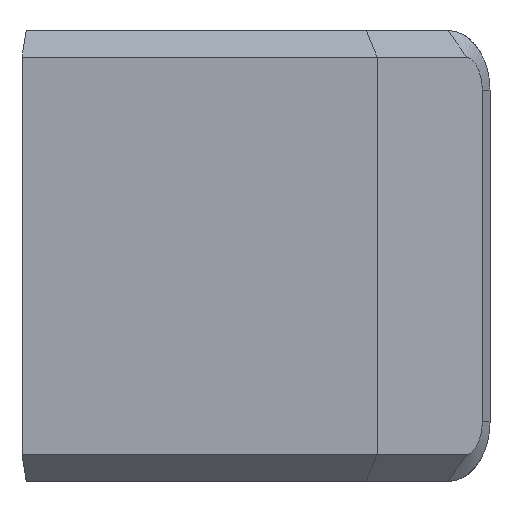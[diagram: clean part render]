
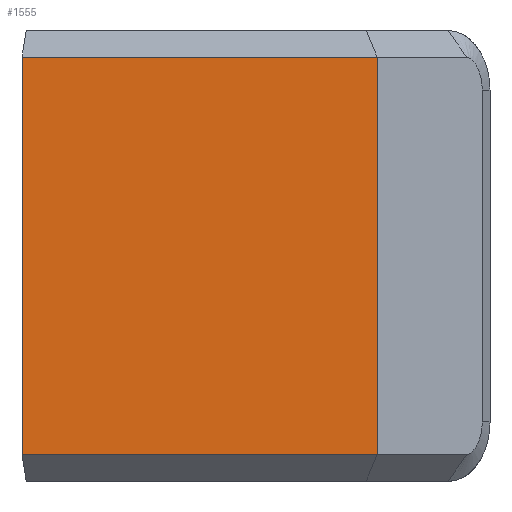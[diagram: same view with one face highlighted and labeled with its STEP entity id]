
A CAD part, top view. The second image highlights one B-rep face of the part: STEP entity #1555.
In plain terms, the highlighted planar face has unit normal (0, 0, 1).
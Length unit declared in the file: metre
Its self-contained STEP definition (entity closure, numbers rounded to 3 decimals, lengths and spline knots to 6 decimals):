
#123=LINE('',#2311,#288);
#124=LINE('',#2314,#289);
#125=LINE('',#2316,#290);
#126=LINE('',#2318,#291);
#288=VECTOR('',#1874,1.);
#289=VECTOR('',#1875,1.);
#290=VECTOR('',#1876,1.);
#291=VECTOR('',#1877,1.);
#488=ORIENTED_EDGE('',*,*,#930,.F.);
#489=ORIENTED_EDGE('',*,*,#931,.T.);
#490=ORIENTED_EDGE('',*,*,#932,.T.);
#491=ORIENTED_EDGE('',*,*,#933,.F.);
#930=EDGE_CURVE('',#1149,#1150,#123,.T.);
#931=EDGE_CURVE('',#1149,#1151,#124,.T.);
#932=EDGE_CURVE('',#1151,#1152,#125,.T.);
#933=EDGE_CURVE('',#1150,#1152,#126,.T.);
#1149=VERTEX_POINT('',#2312);
#1150=VERTEX_POINT('',#2313);
#1151=VERTEX_POINT('',#2315);
#1152=VERTEX_POINT('',#2317);
#1294=EDGE_LOOP('',(#488,#489,#490,#491));
#1393=FACE_BOUND('',#1294,.T.);
#1488=PLANE('',#1672);
#1555=ADVANCED_FACE('',(#1393),#1488,.T.);
#1672=AXIS2_PLACEMENT_3D('',#2310,#1872,#1873);
#1872=DIRECTION('',(0.,0.,1.));
#1873=DIRECTION('',(1.,0.,0.));
#1874=DIRECTION('',(0.,1.,0.));
#1875=DIRECTION('',(1.,0.,0.));
#1876=DIRECTION('',(0.,1.,0.));
#1877=DIRECTION('',(1.,0.,0.));
#2310=CARTESIAN_POINT('',(0.16363,0.016058,0.165744));
#2311=CARTESIAN_POINT('',(0.131115,-0.244723,0.165744));
#2312=CARTESIAN_POINT('',(0.131115,-0.009885,0.165744));
#2313=CARTESIAN_POINT('',(0.131115,0.109885,0.165744));
#2314=CARTESIAN_POINT('',(0.238145,-0.009885,0.165744));
#2315=CARTESIAN_POINT('',(0.238145,-0.009885,0.165744));
#2316=CARTESIAN_POINT('',(0.238145,-0.244723,0.165744));
#2317=CARTESIAN_POINT('',(0.238145,0.109885,0.165744));
#2318=CARTESIAN_POINT('',(0.238145,0.109885,0.165744));
